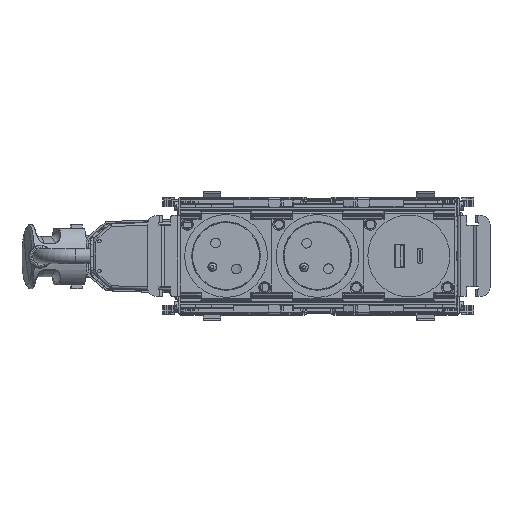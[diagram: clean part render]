
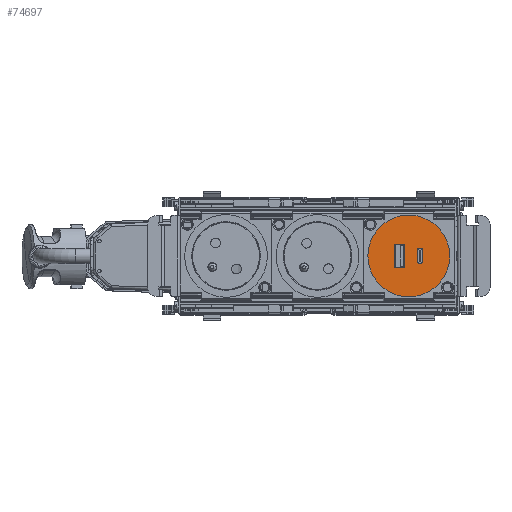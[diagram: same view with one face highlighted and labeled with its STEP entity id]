
A CAD part, top view. The second image highlights one B-rep face of the part: STEP entity #74697.
In plain terms, the highlighted planar face has unit normal (0, 0, 1).
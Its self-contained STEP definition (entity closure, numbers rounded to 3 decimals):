
#74116=AXIS2_PLACEMENT_3D('Circle Axis2P3D',#74114,#74115,$) ;
#74226=AXIS2_PLACEMENT_3D('Circle Axis2P3D',#74224,#74225,$) ;
#74336=AXIS2_PLACEMENT_3D('Circle Axis2P3D',#74334,#74335,$) ;
#74430=AXIS2_PLACEMENT_3D('Circle Axis2P3D',#74428,#74429,$) ;
#74456=AXIS2_PLACEMENT_3D('Circle Axis2P3D',#74454,#74455,$) ;
#74482=AXIS2_PLACEMENT_3D('Circle Axis2P3D',#74480,#74481,$) ;
#74615=AXIS2_PLACEMENT_3D('Plane Axis2P3D',#74612,#74613,#74614) ;
#74623=AXIS2_PLACEMENT_3D('Circle Axis2P3D',#74621,#74622,$) ;
#74639=AXIS2_PLACEMENT_3D('Circle Axis2P3D',#74637,#74638,$) ;
#74653=AXIS2_PLACEMENT_3D('Circle Axis2P3D',#74651,#74652,$) ;
#74667=AXIS2_PLACEMENT_3D('Circle Axis2P3D',#74665,#74666,$) ;
#74049=CARTESIAN_POINT('Vertex',(107.992,6.1,86.956)) ;
#74052=CARTESIAN_POINT('Line Origine',(107.992,0.,86.956)) ;
#74056=CARTESIAN_POINT('Vertex',(107.992,-6.1,86.956)) ;
#74111=CARTESIAN_POINT('Vertex',(108.392,6.5,86.956)) ;
#74114=CARTESIAN_POINT('Axis2P3D Location',(108.392,6.1,86.956)) ;
#74166=CARTESIAN_POINT('Vertex',(113.192,6.5,86.956)) ;
#74169=CARTESIAN_POINT('Line Origine',(115.992,6.5,86.956)) ;
#74221=CARTESIAN_POINT('Vertex',(113.592,6.1,86.956)) ;
#74224=CARTESIAN_POINT('Axis2P3D Location',(113.192,6.1,86.956)) ;
#74276=CARTESIAN_POINT('Vertex',(113.592,-6.1,86.956)) ;
#74279=CARTESIAN_POINT('Line Origine',(113.592,0.,86.956)) ;
#74331=CARTESIAN_POINT('Vertex',(113.192,-6.5,86.956)) ;
#74334=CARTESIAN_POINT('Axis2P3D Location',(113.192,-6.1,86.956)) ;
#74386=CARTESIAN_POINT('Vertex',(108.392,-6.5,86.956)) ;
#74389=CARTESIAN_POINT('Line Origine',(115.992,-6.5,86.956)) ;
#74428=CARTESIAN_POINT('Axis2P3D Location',(108.392,-6.1,86.956)) ;
#74449=CARTESIAN_POINT('Vertex',(92.742,0.,86.956)) ;
#74454=CARTESIAN_POINT('Axis2P3D Location',(115.992,0.,86.956)) ;
#74458=CARTESIAN_POINT('Vertex',(139.242,0.,86.956)) ;
#74480=CARTESIAN_POINT('Axis2P3D Location',(115.992,0.,86.956)) ;
#74612=CARTESIAN_POINT('Axis2P3D Location',(115.992,0.,86.956)) ;
#74621=CARTESIAN_POINT('Axis2P3D Location',(121.992,3.2,86.956)) ;
#74625=CARTESIAN_POINT('Vertex',(121.992,4.4,86.956)) ;
#74627=CARTESIAN_POINT('Vertex',(120.792,3.2,86.956)) ;
#74630=CARTESIAN_POINT('Line Origine',(122.292,4.4,86.956)) ;
#74634=CARTESIAN_POINT('Vertex',(122.592,4.4,86.956)) ;
#74637=CARTESIAN_POINT('Axis2P3D Location',(122.592,3.2,86.956)) ;
#74641=CARTESIAN_POINT('Vertex',(123.792,3.2,86.956)) ;
#74644=CARTESIAN_POINT('Line Origine',(123.792,0.,86.956)) ;
#74648=CARTESIAN_POINT('Vertex',(123.792,-3.2,86.956)) ;
#74651=CARTESIAN_POINT('Axis2P3D Location',(122.592,-3.2,86.956)) ;
#74655=CARTESIAN_POINT('Vertex',(122.592,-4.4,86.956)) ;
#74658=CARTESIAN_POINT('Line Origine',(122.292,-4.4,86.956)) ;
#74662=CARTESIAN_POINT('Vertex',(121.992,-4.4,86.956)) ;
#74665=CARTESIAN_POINT('Axis2P3D Location',(121.992,-3.2,86.956)) ;
#74669=CARTESIAN_POINT('Vertex',(120.792,-3.2,86.956)) ;
#74672=CARTESIAN_POINT('Line Origine',(120.792,0.,86.956)) ;
#74053=DIRECTION('Vector Direction',(0.,-1.,0.)) ;
#74115=DIRECTION('Axis2P3D Direction',(0.,0.,-1.)) ;
#74170=DIRECTION('Vector Direction',(-1.,0.,0.)) ;
#74225=DIRECTION('Axis2P3D Direction',(0.,0.,-1.)) ;
#74280=DIRECTION('Vector Direction',(0.,1.,0.)) ;
#74335=DIRECTION('Axis2P3D Direction',(0.,0.,-1.)) ;
#74390=DIRECTION('Vector Direction',(1.,0.,0.)) ;
#74429=DIRECTION('Axis2P3D Direction',(-0.,0.,-1.)) ;
#74455=DIRECTION('Axis2P3D Direction',(-0.,0.,-1.)) ;
#74481=DIRECTION('Axis2P3D Direction',(-0.,0.,-1.)) ;
#74613=DIRECTION('Axis2P3D Direction',(-0.,0.,-1.)) ;
#74614=DIRECTION('Axis2P3D XDirection',(-1.,0.,0.)) ;
#74622=DIRECTION('Axis2P3D Direction',(-0.,0.,-1.)) ;
#74631=DIRECTION('Vector Direction',(-1.,0.,0.)) ;
#74638=DIRECTION('Axis2P3D Direction',(-0.,0.,-1.)) ;
#74645=DIRECTION('Vector Direction',(0.,1.,0.)) ;
#74652=DIRECTION('Axis2P3D Direction',(-0.,0.,-1.)) ;
#74659=DIRECTION('Vector Direction',(1.,0.,0.)) ;
#74666=DIRECTION('Axis2P3D Direction',(-0.,0.,-1.)) ;
#74673=DIRECTION('Vector Direction',(0.,-1.,0.)) ;
#74054=VECTOR('Line Direction',#74053,1.) ;
#74171=VECTOR('Line Direction',#74170,1.) ;
#74281=VECTOR('Line Direction',#74280,1.) ;
#74391=VECTOR('Line Direction',#74390,1.) ;
#74632=VECTOR('Line Direction',#74631,1.) ;
#74646=VECTOR('Line Direction',#74645,1.) ;
#74660=VECTOR('Line Direction',#74659,1.) ;
#74674=VECTOR('Line Direction',#74673,1.) ;
#74618=ORIENTED_EDGE('',*,*,#74460,.F.) ;
#74619=ORIENTED_EDGE('',*,*,#74484,.F.) ;
#74678=ORIENTED_EDGE('',*,*,#74629,.F.) ;
#74679=ORIENTED_EDGE('',*,*,#74636,.F.) ;
#74680=ORIENTED_EDGE('',*,*,#74643,.F.) ;
#74681=ORIENTED_EDGE('',*,*,#74650,.F.) ;
#74682=ORIENTED_EDGE('',*,*,#74657,.F.) ;
#74683=ORIENTED_EDGE('',*,*,#74664,.F.) ;
#74684=ORIENTED_EDGE('',*,*,#74671,.F.) ;
#74685=ORIENTED_EDGE('',*,*,#74676,.F.) ;
#74688=ORIENTED_EDGE('',*,*,#74118,.F.) ;
#74689=ORIENTED_EDGE('',*,*,#74173,.F.) ;
#74690=ORIENTED_EDGE('',*,*,#74228,.F.) ;
#74691=ORIENTED_EDGE('',*,*,#74283,.F.) ;
#74692=ORIENTED_EDGE('',*,*,#74338,.F.) ;
#74693=ORIENTED_EDGE('',*,*,#74393,.F.) ;
#74694=ORIENTED_EDGE('',*,*,#74432,.F.) ;
#74695=ORIENTED_EDGE('',*,*,#74058,.F.) ;
#74686=FACE_BOUND('',#74677,.T.) ;
#74696=FACE_BOUND('',#74687,.T.) ;
#74697=ADVANCED_FACE('Prise DISCEO RJ45.2\\USB_upper_housing-FR-20190629.1\\Corps principal',(#74620,#74686,#74696),#74616,.F.) ;
#74117=CIRCLE('generated circle',#74116,0.4) ;
#74227=CIRCLE('generated circle',#74226,0.4) ;
#74337=CIRCLE('generated circle',#74336,0.4) ;
#74431=CIRCLE('generated circle',#74430,0.4) ;
#74457=CIRCLE('generated circle',#74456,23.25) ;
#74483=CIRCLE('generated circle',#74482,23.25) ;
#74624=CIRCLE('generated circle',#74623,1.2) ;
#74640=CIRCLE('generated circle',#74639,1.2) ;
#74654=CIRCLE('generated circle',#74653,1.2) ;
#74668=CIRCLE('generated circle',#74667,1.2) ;
#74058=EDGE_CURVE('',#74050,#74057,#74055,.T.) ;
#74118=EDGE_CURVE('',#74112,#74050,#74117,.F.) ;
#74173=EDGE_CURVE('',#74167,#74112,#74172,.T.) ;
#74228=EDGE_CURVE('',#74222,#74167,#74227,.F.) ;
#74283=EDGE_CURVE('',#74277,#74222,#74282,.T.) ;
#74338=EDGE_CURVE('',#74332,#74277,#74337,.F.) ;
#74393=EDGE_CURVE('',#74387,#74332,#74392,.T.) ;
#74432=EDGE_CURVE('',#74057,#74387,#74431,.F.) ;
#74460=EDGE_CURVE('',#74450,#74459,#74457,.T.) ;
#74484=EDGE_CURVE('',#74459,#74450,#74483,.T.) ;
#74629=EDGE_CURVE('',#74626,#74628,#74624,.F.) ;
#74636=EDGE_CURVE('',#74635,#74626,#74633,.T.) ;
#74643=EDGE_CURVE('',#74642,#74635,#74640,.F.) ;
#74650=EDGE_CURVE('',#74649,#74642,#74647,.T.) ;
#74657=EDGE_CURVE('',#74656,#74649,#74654,.F.) ;
#74664=EDGE_CURVE('',#74663,#74656,#74661,.T.) ;
#74671=EDGE_CURVE('',#74670,#74663,#74668,.F.) ;
#74676=EDGE_CURVE('',#74628,#74670,#74675,.T.) ;
#74617=EDGE_LOOP('',(#74618,#74619)) ;
#74677=EDGE_LOOP('',(#74678,#74679,#74680,#74681,#74682,#74683,#74684,#74685)) ;
#74687=EDGE_LOOP('',(#74688,#74689,#74690,#74691,#74692,#74693,#74694,#74695)) ;
#74620=FACE_OUTER_BOUND('',#74617,.T.) ;
#74055=LINE('Line',#74052,#74054) ;
#74172=LINE('Line',#74169,#74171) ;
#74282=LINE('Line',#74279,#74281) ;
#74392=LINE('Line',#74389,#74391) ;
#74633=LINE('Line',#74630,#74632) ;
#74647=LINE('Line',#74644,#74646) ;
#74661=LINE('Line',#74658,#74660) ;
#74675=LINE('Line',#74672,#74674) ;
#74616=PLANE('',#74615) ;
#74050=VERTEX_POINT('',#74049) ;
#74057=VERTEX_POINT('',#74056) ;
#74112=VERTEX_POINT('',#74111) ;
#74167=VERTEX_POINT('',#74166) ;
#74222=VERTEX_POINT('',#74221) ;
#74277=VERTEX_POINT('',#74276) ;
#74332=VERTEX_POINT('',#74331) ;
#74387=VERTEX_POINT('',#74386) ;
#74450=VERTEX_POINT('',#74449) ;
#74459=VERTEX_POINT('',#74458) ;
#74626=VERTEX_POINT('',#74625) ;
#74628=VERTEX_POINT('',#74627) ;
#74635=VERTEX_POINT('',#74634) ;
#74642=VERTEX_POINT('',#74641) ;
#74649=VERTEX_POINT('',#74648) ;
#74656=VERTEX_POINT('',#74655) ;
#74663=VERTEX_POINT('',#74662) ;
#74670=VERTEX_POINT('',#74669) ;
